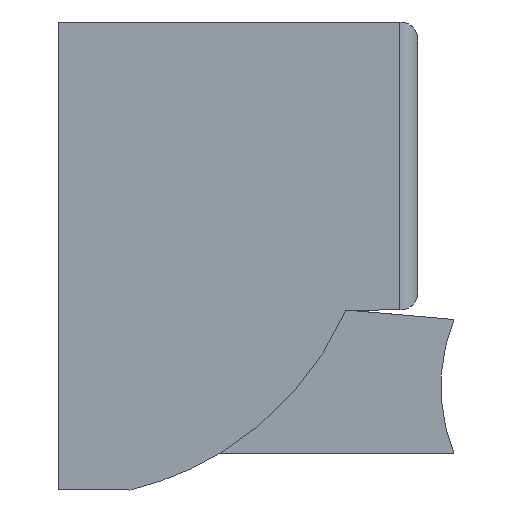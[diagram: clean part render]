
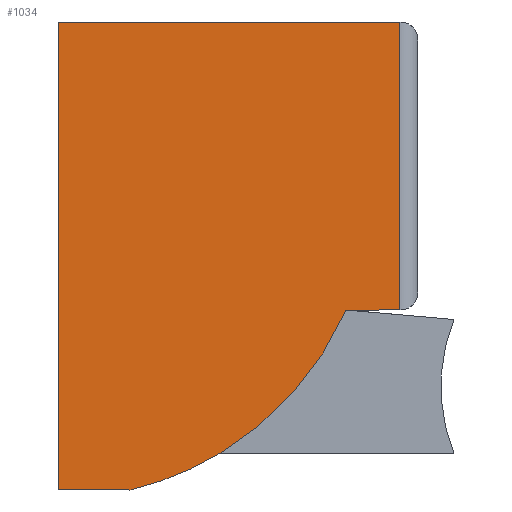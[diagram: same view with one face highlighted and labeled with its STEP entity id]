
A CAD part, left-side view. The second image highlights one B-rep face of the part: STEP entity #1034.
In plain terms, the highlighted planar face has unit normal (-1, 0, 0).
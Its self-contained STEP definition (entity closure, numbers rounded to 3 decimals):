
#191 = CYLINDRICAL_SURFACE('',#192,8.732);
#192 = AXIS2_PLACEMENT_3D('',#193,#194,#195);
#193 = CARTESIAN_POINT('',(50.,0.,8.5));
#194 = DIRECTION('',(1.,0.,0.));
#195 = DIRECTION('',(0.,1.,0.));
#712 = VERTEX_POINT('',#713);
#713 = CARTESIAN_POINT('',(0.,-4.472,1.));
#739 = EDGE_CURVE('',#712,#740,#742,.T.);
#740 = VERTEX_POINT('',#741);
#741 = CARTESIAN_POINT('',(0.,-2.,0.)
  );
#742 = SURFACE_CURVE('',#743,(#748,#755),.PCURVE_S1.);
#743 = CIRCLE('',#744,8.732);
#744 = AXIS2_PLACEMENT_3D('',#745,#746,#747);
#745 = CARTESIAN_POINT('',(0.,0.,8.5));
#746 = DIRECTION('',(1.,0.,0.));
#747 = DIRECTION('',(0.,1.,0.));
#748 = PCURVE('',#191,#749);
#749 = DEFINITIONAL_REPRESENTATION('',(#750),#754);
#750 = LINE('',#751,#752);
#751 = CARTESIAN_POINT('',(0.,-50.));
#752 = VECTOR('',#753,1.);
#753 = DIRECTION('',(1.,0.));
#754 = ( GEOMETRIC_REPRESENTATION_CONTEXT(2) 
PARAMETRIC_REPRESENTATION_CONTEXT() REPRESENTATION_CONTEXT('2D SPACE',''
  ) );
#755 = PCURVE('',#756,#761);
#756 = PLANE('',#757);
#757 = AXIS2_PLACEMENT_3D('',#758,#759,#760);
#758 = CARTESIAN_POINT('',(0.,0.,13.));
#759 = DIRECTION('',(1.,0.,0.));
#760 = DIRECTION('',(0.,0.,-1.));
#761 = DEFINITIONAL_REPRESENTATION('',(#762),#766);
#762 = CIRCLE('',#763,8.732);
#763 = AXIS2_PLACEMENT_2D('',#764,#765);
#764 = CARTESIAN_POINT('',(4.5,0.));
#765 = DIRECTION('',(0.,1.));
#766 = ( GEOMETRIC_REPRESENTATION_CONTEXT(2) 
PARAMETRIC_REPRESENTATION_CONTEXT() REPRESENTATION_CONTEXT('2D SPACE',''
  ) );
#782 = PLANE('',#783);
#783 = AXIS2_PLACEMENT_3D('',#784,#785,#786);
#784 = CARTESIAN_POINT('',(0.,0.,0.));
#785 = DIRECTION('',(0.,0.,1.));
#786 = DIRECTION('',(1.,0.,0.));
#896 = PLANE('',#897);
#897 = AXIS2_PLACEMENT_3D('',#898,#899,#900);
#898 = CARTESIAN_POINT('',(50.,0.,13.));
#899 = DIRECTION('',(0.,0.,-1.));
#900 = DIRECTION('',(-1.,0.,0.));
#924 = PLANE('',#925);
#925 = AXIS2_PLACEMENT_3D('',#926,#927,#928);
#926 = CARTESIAN_POINT('',(0.,0.,0.));
#927 = DIRECTION('',(0.,1.,0.));
#928 = DIRECTION('',(0.,0.,1.));
#990 = VERTEX_POINT('',#991);
#991 = CARTESIAN_POINT('',(0.,0.,0.));
#1012 = EDGE_CURVE('',#990,#740,#1013,.T.);
#1013 = SURFACE_CURVE('',#1014,(#1018,#1025),.PCURVE_S1.);
#1014 = LINE('',#1015,#1016);
#1015 = CARTESIAN_POINT('',(0.,0.,0.));
#1016 = VECTOR('',#1017,1.);
#1017 = DIRECTION('',(0.,-1.,0.));
#1018 = PCURVE('',#782,#1019);
#1019 = DEFINITIONAL_REPRESENTATION('',(#1020),#1024);
#1020 = LINE('',#1021,#1022);
#1021 = CARTESIAN_POINT('',(0.,0.));
#1022 = VECTOR('',#1023,1.);
#1023 = DIRECTION('',(0.,-1.));
#1024 = ( GEOMETRIC_REPRESENTATION_CONTEXT(2) 
PARAMETRIC_REPRESENTATION_CONTEXT() REPRESENTATION_CONTEXT('2D SPACE',''
  ) );
#1025 = PCURVE('',#756,#1026);
#1026 = DEFINITIONAL_REPRESENTATION('',(#1027),#1031);
#1027 = LINE('',#1028,#1029);
#1028 = CARTESIAN_POINT('',(13.,0.));
#1029 = VECTOR('',#1030,1.);
#1030 = DIRECTION('',(0.,-1.));
#1031 = ( GEOMETRIC_REPRESENTATION_CONTEXT(2) 
PARAMETRIC_REPRESENTATION_CONTEXT() REPRESENTATION_CONTEXT('2D SPACE',''
  ) );
#1034 = ADVANCED_FACE('',(#1035),#756,.F.);
#1035 = FACE_BOUND('',#1036,.F.);
#1036 = EDGE_LOOP('',(#1037,#1067,#1098,#1099,#1100,#1123,#1146));
#1037 = ORIENTED_EDGE('',*,*,#1038,.F.);
#1038 = EDGE_CURVE('',#1039,#1041,#1043,.T.);
#1039 = VERTEX_POINT('',#1040);
#1040 = CARTESIAN_POINT('',(0.,-8.,
    5.));
#1041 = VERTEX_POINT('',#1042);
#1042 = CARTESIAN_POINT('',(0.,-9.5,5.));
#1043 = SURFACE_CURVE('',#1044,(#1048,#1055),.PCURVE_S1.);
#1044 = LINE('',#1045,#1046);
#1045 = CARTESIAN_POINT('',(0.,-8.,5.));
#1046 = VECTOR('',#1047,1.);
#1047 = DIRECTION('',(0.,-1.,0.));
#1048 = PCURVE('',#756,#1049);
#1049 = DEFINITIONAL_REPRESENTATION('',(#1050),#1054);
#1050 = LINE('',#1051,#1052);
#1051 = CARTESIAN_POINT('',(8.,-8.));
#1052 = VECTOR('',#1053,1.);
#1053 = DIRECTION('',(0.,-1.));
#1054 = ( GEOMETRIC_REPRESENTATION_CONTEXT(2) 
PARAMETRIC_REPRESENTATION_CONTEXT() REPRESENTATION_CONTEXT('2D SPACE',''
  ) );
#1055 = PCURVE('',#1056,#1061);
#1056 = PLANE('',#1057);
#1057 = AXIS2_PLACEMENT_3D('',#1058,#1059,#1060);
#1058 = CARTESIAN_POINT('',(50.,-8.,5.));
#1059 = DIRECTION('',(0.,0.,1.));
#1060 = DIRECTION('',(0.,-1.,0.));
#1061 = DEFINITIONAL_REPRESENTATION('',(#1062),#1066);
#1062 = LINE('',#1063,#1064);
#1063 = CARTESIAN_POINT('',(0.,-50.));
#1064 = VECTOR('',#1065,1.);
#1065 = DIRECTION('',(1.,0.));
#1066 = ( GEOMETRIC_REPRESENTATION_CONTEXT(2) 
PARAMETRIC_REPRESENTATION_CONTEXT() REPRESENTATION_CONTEXT('2D SPACE',''
  ) );
#1067 = ORIENTED_EDGE('',*,*,#1068,.T.);
#1068 = EDGE_CURVE('',#1039,#712,#1069,.T.);
#1069 = SURFACE_CURVE('',#1070,(#1075,#1082),.PCURVE_S1.);
#1070 = CIRCLE('',#1071,8.732);
#1071 = AXIS2_PLACEMENT_3D('',#1072,#1073,#1074);
#1072 = CARTESIAN_POINT('',(0.,0.,8.5));
#1073 = DIRECTION('',(1.,0.,0.));
#1074 = DIRECTION('',(0.,1.,0.));
#1075 = PCURVE('',#756,#1076);
#1076 = DEFINITIONAL_REPRESENTATION('',(#1077),#1081);
#1077 = CIRCLE('',#1078,8.732);
#1078 = AXIS2_PLACEMENT_2D('',#1079,#1080);
#1079 = CARTESIAN_POINT('',(4.5,0.));
#1080 = DIRECTION('',(0.,1.));
#1081 = ( GEOMETRIC_REPRESENTATION_CONTEXT(2) 
PARAMETRIC_REPRESENTATION_CONTEXT() REPRESENTATION_CONTEXT('2D SPACE',''
  ) );
#1082 = PCURVE('',#1083,#1088);
#1083 = PLANE('',#1084);
#1084 = AXIS2_PLACEMENT_3D('',#1085,#1086,#1087);
#1085 = CARTESIAN_POINT('',(0.,-8.,5.));
#1086 = DIRECTION('',(-1.,0.,0.));
#1087 = DIRECTION('',(0.,0.,-1.));
#1088 = DEFINITIONAL_REPRESENTATION('',(#1089),#1097);
#1089 = ( BOUNDED_CURVE() B_SPLINE_CURVE(2,(#1090,#1091,#1092,#1093,
#1094,#1095,#1096),.UNSPECIFIED.,.T.,.F.) B_SPLINE_CURVE_WITH_KNOTS((1,2
    ,2,2,2,1),(-2.094,0.,2.094,4.189,
6.283,8.378),.UNSPECIFIED.) CURVE() 
GEOMETRIC_REPRESENTATION_ITEM() RATIONAL_B_SPLINE_CURVE((1.,0.5,1.,0.5,
1.,0.5,1.)) REPRESENTATION_ITEM('') );
#1090 = CARTESIAN_POINT('',(-3.5,-16.732));
#1091 = CARTESIAN_POINT('',(-18.624,-16.732));
#1092 = CARTESIAN_POINT('',(-11.062,-3.634));
#1093 = CARTESIAN_POINT('',(-3.5,9.464));
#1094 = CARTESIAN_POINT('',(4.062,-3.634));
#1095 = CARTESIAN_POINT('',(11.624,-16.732));
#1096 = CARTESIAN_POINT('',(-3.5,-16.732));
#1097 = ( GEOMETRIC_REPRESENTATION_CONTEXT(2) 
PARAMETRIC_REPRESENTATION_CONTEXT() REPRESENTATION_CONTEXT('2D SPACE',''
  ) );
#1098 = ORIENTED_EDGE('',*,*,#739,.T.);
#1099 = ORIENTED_EDGE('',*,*,#1012,.F.);
#1100 = ORIENTED_EDGE('',*,*,#1101,.F.);
#1101 = EDGE_CURVE('',#1102,#990,#1104,.T.);
#1102 = VERTEX_POINT('',#1103);
#1103 = CARTESIAN_POINT('',(0.,0.,13.));
#1104 = SURFACE_CURVE('',#1105,(#1109,#1116),.PCURVE_S1.);
#1105 = LINE('',#1106,#1107);
#1106 = CARTESIAN_POINT('',(0.,0.,13.));
#1107 = VECTOR('',#1108,1.);
#1108 = DIRECTION('',(0.,0.,-1.));
#1109 = PCURVE('',#756,#1110);
#1110 = DEFINITIONAL_REPRESENTATION('',(#1111),#1115);
#1111 = LINE('',#1112,#1113);
#1112 = CARTESIAN_POINT('',(0.,0.));
#1113 = VECTOR('',#1114,1.);
#1114 = DIRECTION('',(1.,0.));
#1115 = ( GEOMETRIC_REPRESENTATION_CONTEXT(2) 
PARAMETRIC_REPRESENTATION_CONTEXT() REPRESENTATION_CONTEXT('2D SPACE',''
  ) );
#1116 = PCURVE('',#924,#1117);
#1117 = DEFINITIONAL_REPRESENTATION('',(#1118),#1122);
#1118 = LINE('',#1119,#1120);
#1119 = CARTESIAN_POINT('',(13.,0.));
#1120 = VECTOR('',#1121,1.);
#1121 = DIRECTION('',(-1.,0.));
#1122 = ( GEOMETRIC_REPRESENTATION_CONTEXT(2) 
PARAMETRIC_REPRESENTATION_CONTEXT() REPRESENTATION_CONTEXT('2D SPACE',''
  ) );
#1123 = ORIENTED_EDGE('',*,*,#1124,.T.);
#1124 = EDGE_CURVE('',#1102,#1125,#1127,.T.);
#1125 = VERTEX_POINT('',#1126);
#1126 = CARTESIAN_POINT('',(0.,-9.5,13.));
#1127 = SURFACE_CURVE('',#1128,(#1132,#1139),.PCURVE_S1.);
#1128 = LINE('',#1129,#1130);
#1129 = CARTESIAN_POINT('',(0.,0.,13.));
#1130 = VECTOR('',#1131,1.);
#1131 = DIRECTION('',(0.,-1.,0.));
#1132 = PCURVE('',#756,#1133);
#1133 = DEFINITIONAL_REPRESENTATION('',(#1134),#1138);
#1134 = LINE('',#1135,#1136);
#1135 = CARTESIAN_POINT('',(0.,0.));
#1136 = VECTOR('',#1137,1.);
#1137 = DIRECTION('',(0.,-1.));
#1138 = ( GEOMETRIC_REPRESENTATION_CONTEXT(2) 
PARAMETRIC_REPRESENTATION_CONTEXT() REPRESENTATION_CONTEXT('2D SPACE',''
  ) );
#1139 = PCURVE('',#896,#1140);
#1140 = DEFINITIONAL_REPRESENTATION('',(#1141),#1145);
#1141 = LINE('',#1142,#1143);
#1142 = CARTESIAN_POINT('',(50.,0.));
#1143 = VECTOR('',#1144,1.);
#1144 = DIRECTION('',(0.,-1.));
#1145 = ( GEOMETRIC_REPRESENTATION_CONTEXT(2) 
PARAMETRIC_REPRESENTATION_CONTEXT() REPRESENTATION_CONTEXT('2D SPACE',''
  ) );
#1146 = ORIENTED_EDGE('',*,*,#1147,.T.);
#1147 = EDGE_CURVE('',#1125,#1041,#1148,.T.);
#1148 = SURFACE_CURVE('',#1149,(#1153,#1160),.PCURVE_S1.);
#1149 = LINE('',#1150,#1151);
#1150 = CARTESIAN_POINT('',(0.,-9.5,13.));
#1151 = VECTOR('',#1152,1.);
#1152 = DIRECTION('',(0.,0.,-1.));
#1153 = PCURVE('',#756,#1154);
#1154 = DEFINITIONAL_REPRESENTATION('',(#1155),#1159);
#1155 = LINE('',#1156,#1157);
#1156 = CARTESIAN_POINT('',(0.,-9.5));
#1157 = VECTOR('',#1158,1.);
#1158 = DIRECTION('',(1.,0.));
#1159 = ( GEOMETRIC_REPRESENTATION_CONTEXT(2) 
PARAMETRIC_REPRESENTATION_CONTEXT() REPRESENTATION_CONTEXT('2D SPACE',''
  ) );
#1160 = PCURVE('',#1161,#1166);
#1161 = CYLINDRICAL_SURFACE('',#1162,0.5);
#1162 = AXIS2_PLACEMENT_3D('',#1163,#1164,#1165);
#1163 = CARTESIAN_POINT('',(0.5,-9.5,13.));
#1164 = DIRECTION('',(0.,0.,-1.));
#1165 = DIRECTION('',(-1.,0.,0.));
#1166 = DEFINITIONAL_REPRESENTATION('',(#1167),#1171);
#1167 = LINE('',#1168,#1169);
#1168 = CARTESIAN_POINT('',(0.,0.));
#1169 = VECTOR('',#1170,1.);
#1170 = DIRECTION('',(0.,1.));
#1171 = ( GEOMETRIC_REPRESENTATION_CONTEXT(2) 
PARAMETRIC_REPRESENTATION_CONTEXT() REPRESENTATION_CONTEXT('2D SPACE',''
  ) );
